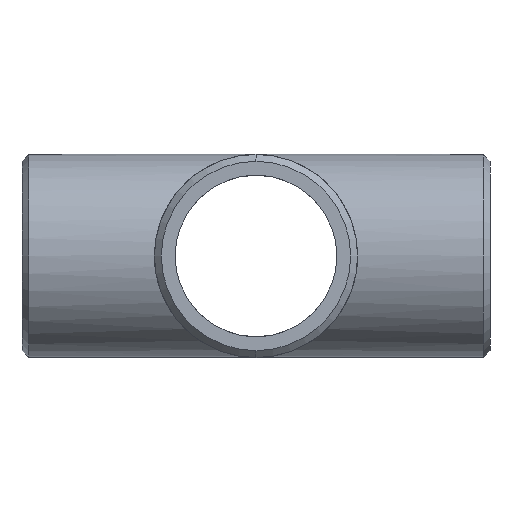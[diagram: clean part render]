
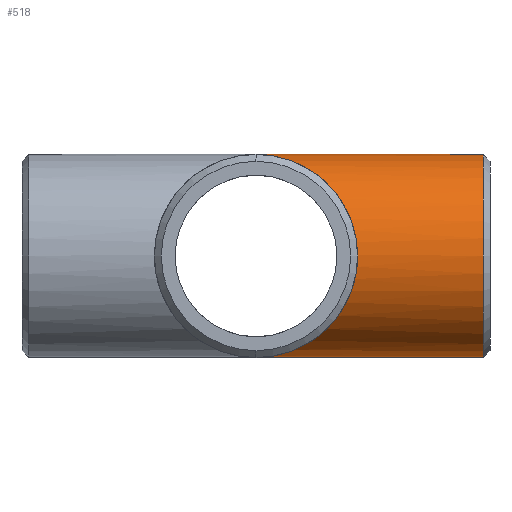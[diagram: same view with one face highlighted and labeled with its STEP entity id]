
A CAD part, left-side view. The second image highlights one B-rep face of the part: STEP entity #518.
In plain terms, the highlighted cylindrical face has radius 16.5 mm (diameter 33 mm), a partial arc.
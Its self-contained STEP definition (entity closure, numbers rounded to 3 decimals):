
#2 = CARTESIAN_POINT ( 'NONE',  ( -33., -33., -16.5 ) ) ;
#3 = ORIENTED_EDGE ( 'NONE', *, *, #116, .F. ) ;
#35 = CARTESIAN_POINT ( 'NONE',  ( 0., -38., 16.5 ) ) ;
#62 = CARTESIAN_POINT ( 'NONE',  ( 0., -36.873, -16.5 ) ) ;
#79 = AXIS2_PLACEMENT_3D ( 'NONE', #392, #717, #278 ) ;
#102 = CARTESIAN_POINT ( 'NONE',  ( 0., 0., 16.5 ) ) ;
#116 = EDGE_CURVE ( 'NONE', #394, #277, #297, .T. ) ;
#118 = CARTESIAN_POINT ( 'NONE',  ( 0., 0., 16.5 ) ) ;
#181 = ORIENTED_EDGE ( 'NONE', *, *, #766, .F. ) ;
#189 = AXIS2_PLACEMENT_3D ( 'NONE', #754, #512, #190 ) ;
#190 = DIRECTION ( 'NONE',  ( 0., 0., -1. ) ) ;
#250 = CARTESIAN_POINT ( 'NONE',  ( 0., 0., -16.5 ) ) ;
#252 = VERTEX_POINT ( 'NONE', #667 ) ;
#261 = ORIENTED_EDGE ( 'NONE', *, *, #604, .T. ) ;
#268 = VECTOR ( 'NONE', #292, 1000. ) ;
#275 = FACE_OUTER_BOUND ( 'NONE', #797, .T. ) ;
#277 = VERTEX_POINT ( 'NONE', #250 ) ;
#278 = DIRECTION ( 'NONE',  ( 0., 0., -1. ) ) ;
#292 = DIRECTION ( 'NONE',  ( 0., 1., 0. ) ) ;
#297 = LINE ( 'NONE', #396, #472 ) ;
#305 = VERTEX_POINT ( 'NONE', #102 ) ;
#321 = CARTESIAN_POINT ( 'NONE',  ( 0., 0., -16.5 ) ) ;
#392 = CARTESIAN_POINT ( 'NONE',  ( 0., -36.873, 0. ) ) ;
#394 = VERTEX_POINT ( 'NONE', #62 ) ;
#396 = CARTESIAN_POINT ( 'NONE',  ( 0., -38., -16.5 ) ) ;
#427 = ORIENTED_EDGE ( 'NONE', *, *, #702, .T. ) ;
#429 = CARTESIAN_POINT ( 'NONE',  ( -33., -33., 16.5 ) ) ;
#472 = VECTOR ( 'NONE', #779, 1000. ) ;
#503 = CYLINDRICAL_SURFACE ( 'NONE', #189, 16.5 ) ;
#512 = DIRECTION ( 'NONE',  ( 0., 1., 0. ) ) ;
#518 = ADVANCED_FACE ( 'NONE', ( #275 ), #503, .T. ) ;
#604 = EDGE_CURVE ( 'NONE', #394, #252, #730, .T. ) ;
#667 = CARTESIAN_POINT ( 'NONE',  ( 0., -36.873, 16.5 ) ) ;
#702 = EDGE_CURVE ( 'NONE', #252, #305, #785, .T. ) ;
#717 = DIRECTION ( 'NONE',  ( 0., 1., 0. ) ) ;
#730 = CIRCLE ( 'NONE', #79, 16.5 ) ;
#753 =( BOUNDED_CURVE ( )  B_SPLINE_CURVE ( 3, ( #321, #2, #429, #118 ),
 .UNSPECIFIED., .F., .T. ) 
 B_SPLINE_CURVE_WITH_KNOTS ( ( 4, 4 ),
 ( 4.712, 7.854 ),
 .UNSPECIFIED. ) 
 CURVE ( )  GEOMETRIC_REPRESENTATION_ITEM ( )  RATIONAL_B_SPLINE_CURVE ( ( 1., 0.333, 0.333, 1. ) ) 
 REPRESENTATION_ITEM ( '' )  );
#754 = CARTESIAN_POINT ( 'NONE',  ( 0., -38., 0. ) ) ;
#766 = EDGE_CURVE ( 'NONE', #277, #305, #753, .T. ) ;
#779 = DIRECTION ( 'NONE',  ( 0., 1., 0. ) ) ;
#785 = LINE ( 'NONE', #35, #268 ) ;
#797 = EDGE_LOOP ( 'NONE', ( #261, #427, #181, #3 ) ) ;
